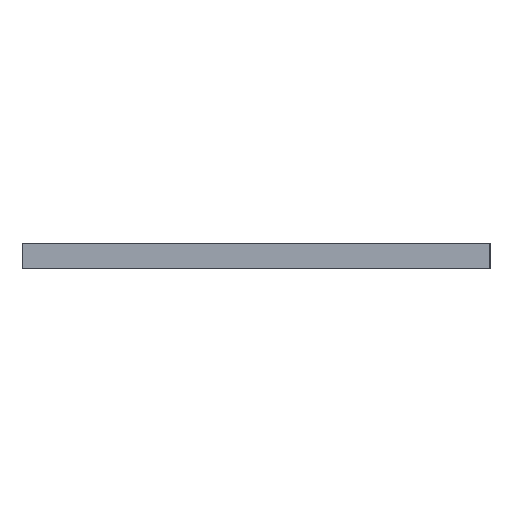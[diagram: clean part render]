
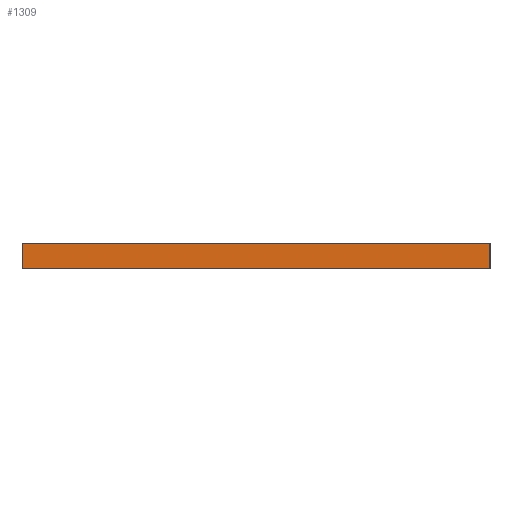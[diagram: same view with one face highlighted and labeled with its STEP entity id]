
A CAD part, left-side view. The second image highlights one B-rep face of the part: STEP entity #1309.
In plain terms, the highlighted planar face has unit normal (-1, 0, 0).
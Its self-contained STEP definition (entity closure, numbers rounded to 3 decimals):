
#461 = EDGE_CURVE ( 'NONE', #8154, #2304, #10386, .T. ) ;
#1021 = DIRECTION ( 'NONE',  ( 0., 0., 1. ) ) ;
#1032 = VECTOR ( 'NONE', #3696, 1000. ) ;
#1309 = ADVANCED_FACE ( 'NONE', ( #11489 ), #5999, .F. ) ;
#1736 = ORIENTED_EDGE ( 'NONE', *, *, #461, .T. ) ;
#1772 = ORIENTED_EDGE ( 'NONE', *, *, #13704, .T. ) ;
#1787 = DIRECTION ( 'NONE',  ( 0., 0., -1. ) ) ;
#2304 = VERTEX_POINT ( 'NONE', #2567 ) ;
#2343 = CARTESIAN_POINT ( 'NONE',  ( -30., 25., 0. ) ) ;
#2567 = CARTESIAN_POINT ( 'NONE',  ( -30., -30., 3. ) ) ;
#2840 = VECTOR ( 'NONE', #4408, 1000. ) ;
#2964 = EDGE_CURVE ( 'NONE', #14249, #8154, #8940, .T. ) ;
#3696 = DIRECTION ( 'NONE',  ( 0., -1., 0. ) ) ;
#4408 = DIRECTION ( 'NONE',  ( 0., -1., 0. ) ) ;
#5999 = PLANE ( 'NONE',  #11240 ) ;
#6032 = LINE ( 'NONE', #6854, #2840 ) ;
#6854 = CARTESIAN_POINT ( 'NONE',  ( -30., -25., 3. ) ) ;
#7009 = DIRECTION ( 'NONE',  ( 1., 0., 0. ) ) ;
#7098 = EDGE_CURVE ( 'NONE', #7767, #2304, #6032, .T. ) ;
#7767 = VERTEX_POINT ( 'NONE', #9116 ) ;
#8154 = VERTEX_POINT ( 'NONE', #15008 ) ;
#8382 = ORIENTED_EDGE ( 'NONE', *, *, #7098, .F. ) ;
#8940 = LINE ( 'NONE', #10916, #1032 ) ;
#9116 = CARTESIAN_POINT ( 'NONE',  ( -30., 25., 3. ) ) ;
#10386 = LINE ( 'NONE', #10524, #11709 ) ;
#10524 = CARTESIAN_POINT ( 'NONE',  ( -30., -30., -60.208 ) ) ;
#10916 = CARTESIAN_POINT ( 'NONE',  ( -30., -25., 0. ) ) ;
#11240 = AXIS2_PLACEMENT_3D ( 'NONE', #12995, #7009, #15389 ) ;
#11355 = EDGE_LOOP ( 'NONE', ( #12585, #1736, #8382, #1772 ) ) ;
#11489 = FACE_OUTER_BOUND ( 'NONE', #11355, .T. ) ;
#11709 = VECTOR ( 'NONE', #1021, 1000. ) ;
#12585 = ORIENTED_EDGE ( 'NONE', *, *, #2964, .T. ) ;
#12750 = LINE ( 'NONE', #13750, #13500 ) ;
#12995 = CARTESIAN_POINT ( 'NONE',  ( -30., -25., 3. ) ) ;
#13500 = VECTOR ( 'NONE', #1787, 1000. ) ;
#13704 = EDGE_CURVE ( 'NONE', #7767, #14249, #12750, .T. ) ;
#13750 = CARTESIAN_POINT ( 'NONE',  ( -30., 25., 3. ) ) ;
#14249 = VERTEX_POINT ( 'NONE', #2343 ) ;
#15008 = CARTESIAN_POINT ( 'NONE',  ( -30., -30., 0. ) ) ;
#15389 = DIRECTION ( 'NONE',  ( 0., 0., -1. ) ) ;
